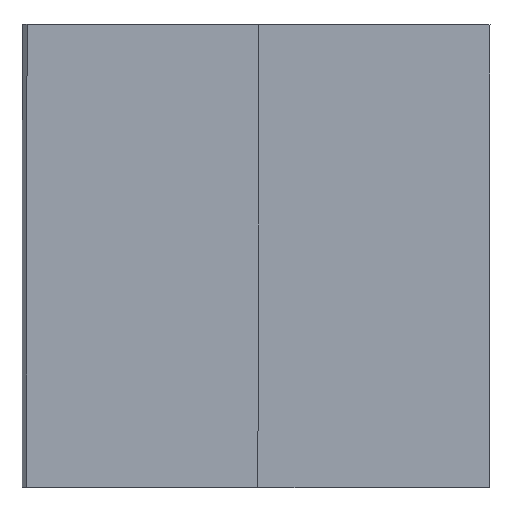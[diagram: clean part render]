
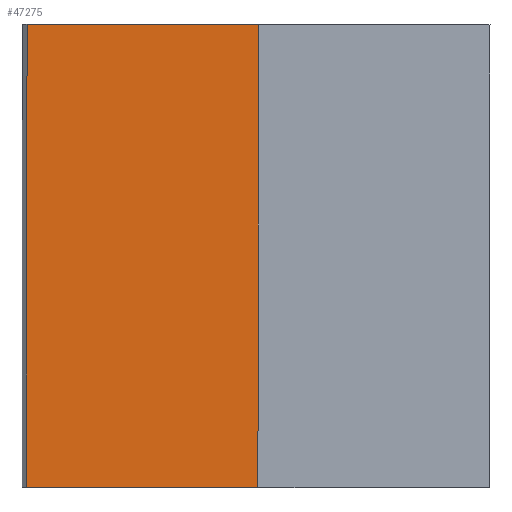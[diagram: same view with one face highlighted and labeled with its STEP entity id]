
A CAD part, left-side view. The second image highlights one B-rep face of the part: STEP entity #47275.
In plain terms, the highlighted planar face has unit normal (-1, -0.003, 0).
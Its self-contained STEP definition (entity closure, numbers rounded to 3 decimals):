
#1700 = LINE ( 'NONE', #19312, #32161 ) ;
#1851 = PLANE ( 'NONE',  #48036 ) ;
#3341 = FACE_OUTER_BOUND ( 'NONE', #11903, .T. ) ;
#3832 = ORIENTED_EDGE ( 'NONE', *, *, #18329, .T. ) ;
#4544 = CARTESIAN_POINT ( 'NONE',  ( -1500., 500., 500. ) ) ;
#5629 = DIRECTION ( 'NONE',  ( 0., 0., 1. ) ) ;
#6486 = LINE ( 'NONE', #17607, #39285 ) ;
#7655 = DIRECTION ( 'NONE',  ( 0., 0., -1. ) ) ;
#8874 = ORIENTED_EDGE ( 'NONE', *, *, #44168, .T. ) ;
#10441 = CARTESIAN_POINT ( 'NONE',  ( -1500., 500., -500. ) ) ;
#10608 = LINE ( 'NONE', #21974, #19376 ) ;
#11903 = EDGE_LOOP ( 'NONE', ( #29623, #42508, #8874, #3832 ) ) ;
#15852 = VECTOR ( 'NONE', #7655, 1000. ) ;
#16088 = CARTESIAN_POINT ( 'NONE',  ( -1500., 500., 500. ) ) ;
#17607 = CARTESIAN_POINT ( 'NONE',  ( -1500., 500., -500. ) ) ;
#17765 = DIRECTION ( 'NONE',  ( 0., -1., 0. ) ) ;
#18329 = EDGE_CURVE ( 'NONE', #24729, #46518, #6486, .T. ) ;
#19312 = CARTESIAN_POINT ( 'NONE',  ( -1500., 0., 500. ) ) ;
#19376 = VECTOR ( 'NONE', #37531, 1000. ) ;
#21974 = CARTESIAN_POINT ( 'NONE',  ( -1500., 500., 500. ) ) ;
#22884 = CARTESIAN_POINT ( 'NONE',  ( -1500., 500., 500. ) ) ;
#24062 = CARTESIAN_POINT ( 'NONE',  ( -1500., 0., -500. ) ) ;
#24729 = VERTEX_POINT ( 'NONE', #10441 ) ;
#24796 = DIRECTION ( 'NONE',  ( -1., 0., 0. ) ) ;
#29623 = ORIENTED_EDGE ( 'NONE', *, *, #32716, .F. ) ;
#30495 = DIRECTION ( 'NONE',  ( 0., 0., -1. ) ) ;
#30569 = LINE ( 'NONE', #22884, #15852 ) ;
#32161 = VECTOR ( 'NONE', #30495, 1000. ) ;
#32716 = EDGE_CURVE ( 'NONE', #35997, #46518, #1700, .T. ) ;
#35997 = VERTEX_POINT ( 'NONE', #45011 ) ;
#36957 = EDGE_CURVE ( 'NONE', #37652, #35997, #10608, .T. ) ;
#37531 = DIRECTION ( 'NONE',  ( 0., -1., 0. ) ) ;
#37652 = VERTEX_POINT ( 'NONE', #4544 ) ;
#39285 = VECTOR ( 'NONE', #17765, 1000. ) ;
#42508 = ORIENTED_EDGE ( 'NONE', *, *, #36957, .F. ) ;
#44168 = EDGE_CURVE ( 'NONE', #37652, #24729, #30569, .T. ) ;
#45011 = CARTESIAN_POINT ( 'NONE',  ( -1500., 0., 500. ) ) ;
#46518 = VERTEX_POINT ( 'NONE', #24062 ) ;
#47275 = ADVANCED_FACE ( 'NONE', ( #3341 ), #1851, .T. ) ;
#48036 = AXIS2_PLACEMENT_3D ( 'NONE', #16088, #24796, #5629 ) ;
